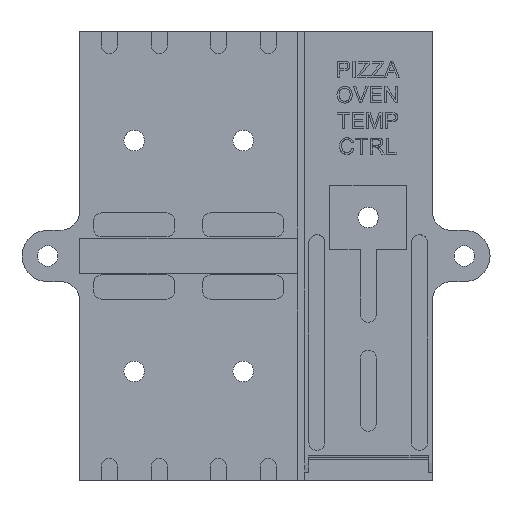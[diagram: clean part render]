
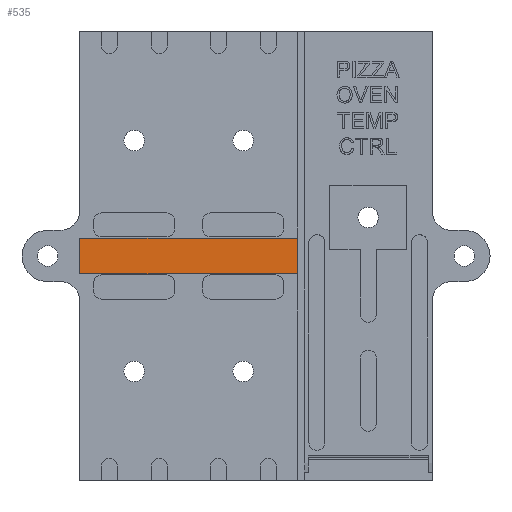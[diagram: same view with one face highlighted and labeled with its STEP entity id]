
A CAD part, top view. The second image highlights one B-rep face of the part: STEP entity #535.
In plain terms, the highlighted planar face has unit normal (0, 0, 1).
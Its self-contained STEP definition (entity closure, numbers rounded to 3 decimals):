
#535=ADVANCED_FACE('',(#1019),#8479,.T.);
#1019=FACE_OUTER_BOUND('',#1537,.T.);
#1537=EDGE_LOOP('',(#3906,#3907,#3908,#3909));
#3906=ORIENTED_EDGE('',*,*,#5401,.T.);
#3907=ORIENTED_EDGE('',*,*,#5265,.T.);
#3908=ORIENTED_EDGE('',*,*,#5536,.F.);
#3909=ORIENTED_EDGE('',*,*,#5537,.T.);
#5265=EDGE_CURVE('',#7751,#7663,#6974,.T.);
#5401=EDGE_CURVE('',#7840,#7751,#7061,.T.);
#5536=EDGE_CURVE('',#7930,#7663,#7147,.T.);
#5537=EDGE_CURVE('',#7930,#7840,#7148,.T.);
#6974=B_SPLINE_CURVE_WITH_KNOTS('',1,(#14436,#14437),.UNSPECIFIED.,.F.,
 .F.,(2,2),(0.,34.),.UNSPECIFIED.);
#7061=B_SPLINE_CURVE_WITH_KNOTS('',1,(#14750,#14751),.UNSPECIFIED.,.F.,
 .F.,(2,2),(0.,5.6),.UNSPECIFIED.);
#7147=B_SPLINE_CURVE_WITH_KNOTS('',1,(#15062,#15063),.UNSPECIFIED.,.F.,
 .F.,(2,2),(0.,5.6),.UNSPECIFIED.);
#7148=B_SPLINE_CURVE_WITH_KNOTS('',1,(#15064,#15065),.UNSPECIFIED.,.F.,
 .F.,(2,2),(0.,34.),.UNSPECIFIED.);
#7663=VERTEX_POINT('',#11563);
#7751=VERTEX_POINT('',#11651);
#7840=VERTEX_POINT('',#11740);
#7930=VERTEX_POINT('',#11830);
#8479=PLANE('',#8922);
#8922=AXIS2_PLACEMENT_3D('',#10874,#9631,$);
#9631=DIRECTION('',(0.,0.,1.));
#10874=CARTESIAN_POINT('',(-27.5,62.8,-119.28));
#11563=CARTESIAN_POINT('',(6.5,57.2,-119.28));
#11651=CARTESIAN_POINT('',(-27.5,57.2,-119.28));
#11740=CARTESIAN_POINT('',(-27.5,62.8,-119.28));
#11830=CARTESIAN_POINT('',(6.5,62.8,-119.28));
#14436=CARTESIAN_POINT('',(-27.5,57.2,-119.28));
#14437=CARTESIAN_POINT('',(6.5,57.2,-119.28));
#14750=CARTESIAN_POINT('',(-27.5,62.8,-119.28));
#14751=CARTESIAN_POINT('',(-27.5,57.2,-119.28));
#15062=CARTESIAN_POINT('',(6.5,62.8,-119.28));
#15063=CARTESIAN_POINT('',(6.5,57.2,-119.28));
#15064=CARTESIAN_POINT('',(6.5,62.8,-119.28));
#15065=CARTESIAN_POINT('',(-27.5,62.8,-119.28));
